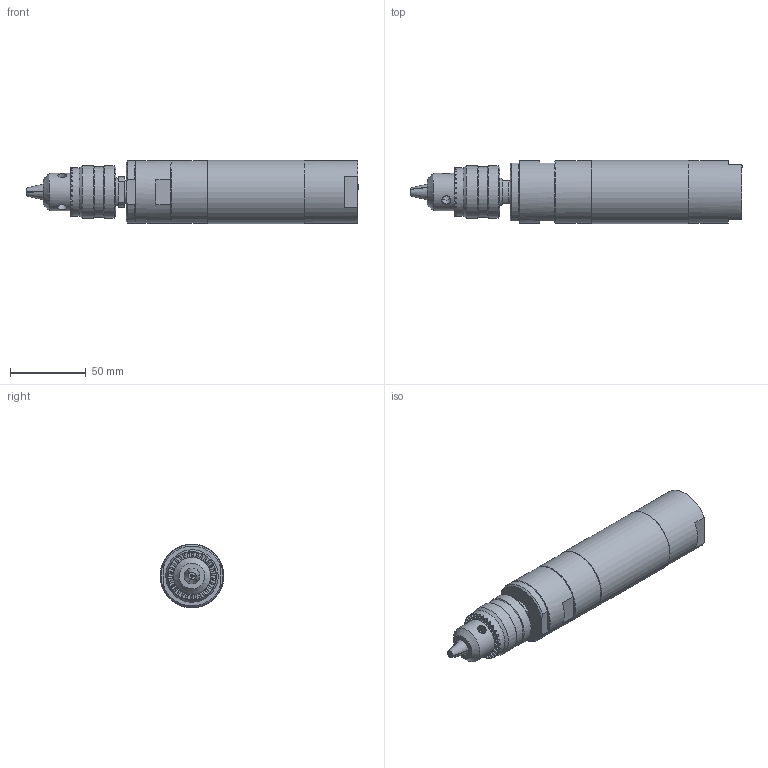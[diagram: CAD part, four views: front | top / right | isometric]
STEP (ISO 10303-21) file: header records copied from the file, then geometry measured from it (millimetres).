
FILE_DESCRIPTION(/* description */ (''),/* implementation_level */ '2;1');
FILE_NAME(/* name */ 'EBM 38-1200 B_60019717.stp',/* time_stamp */ '2016-11-09T17:40:23+01:00',/* author */ ('praktikant'),/* organization */ (''),/* preprocessor_version */ 'ST-DEVELOPER v16.1',/* originating_system */ 'Autodesk Inventor 2016',/* authorisation */ '');
FILE_SCHEMA (('AUTOMOTIVE_DESIGN { 1 0 10303 214 3 1 1 }'));
Length unit declared in the file: millimetre
Products named in the file (1): EBM 38-1200 B_60019717
Bounding box: 218.7 x 42 x 42 mm (x, y, z)
Volume: 237371.6 mm3; surface area: 34958.3 mm2
Topology: 1 solids, 3 shells, 382 faces, 1001 edges, 649 vertices
Faces by surface type: plane 244, cylinder 64, cone 62, bspline 7, torus 5
Full cylindrical faces by diameter (mm): 1.5 x1, 4 x1, 6 x3, 8.382 x2, 9.525 x2, 9.75 x1, 11.445 x4, 14.95 x1, 16 x1, 18.2 x1, 23 x2, 24.5 x1, 28 x1, 32 x1, 33.5 x1, 34.5 x2, 36 x1, 41.5 x3, 42 x1
Entity records: 12135 total; most frequent: CARTESIAN_POINT 2819, ORIENTED_EDGE 1828, DIRECTION 1828, EDGE_CURVE 914, AXIS2_PLACEMENT_3D 675, VERTEX_POINT 620, LINE 478, VECTOR 478
